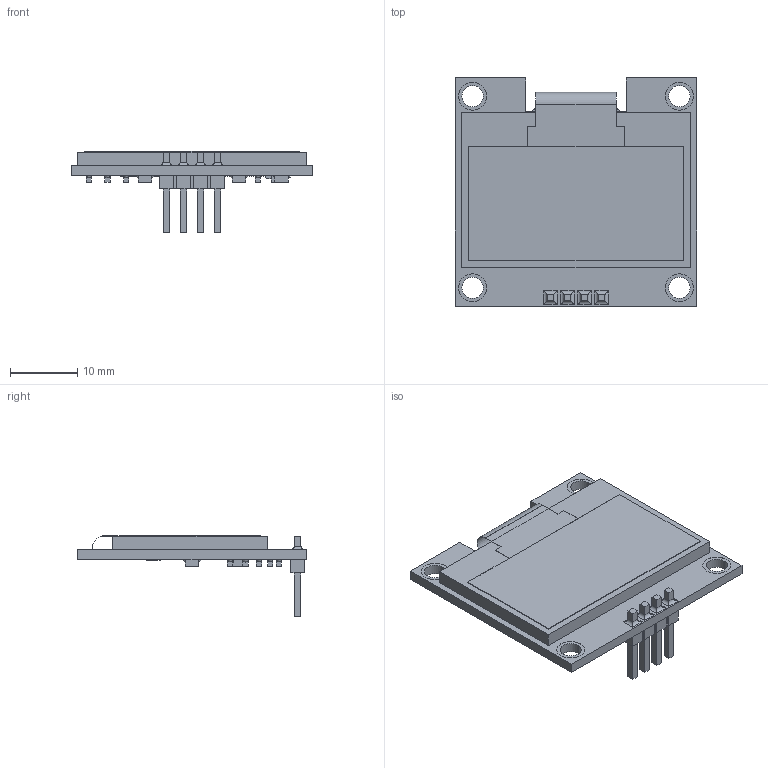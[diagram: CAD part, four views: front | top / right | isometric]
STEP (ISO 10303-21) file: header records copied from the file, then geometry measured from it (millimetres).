
FILE_DESCRIPTION (( 'STEP AP214' ), '1' );
FILE_NAME ('Oled_128x64.STEP', '2022-02-11T01:44:04', ( '' ), ( '' ), 'SwSTEP 2.0', 'SolidWorks 2020', '' );
FILE_SCHEMA (( 'AUTOMOTIVE_DESIGN' ));
Length unit declared in the file: millimetre
Products named in the file (1): Oled_128x64
Bounding box: 36 x 34 x 12.1 mm (x, y, z)
Volume: 3416.7 mm3; surface area: 3271.1 mm2
Topology: 1 solids, 1 shells, 733 faces, 2132 edges, 1400 vertices
Faces by surface type: plane 652, cylinder 45, sphere 36
Entity records: 31249 total; most frequent: CARTESIAN_POINT 4206, ORIENTED_EDGE 4120, DIRECTION 3642, EDGE_CURVE 2060, LINE 1914, VECTOR 1914, VERTEX_POINT 1364, AXIS2_PLACEMENT_3D 864
